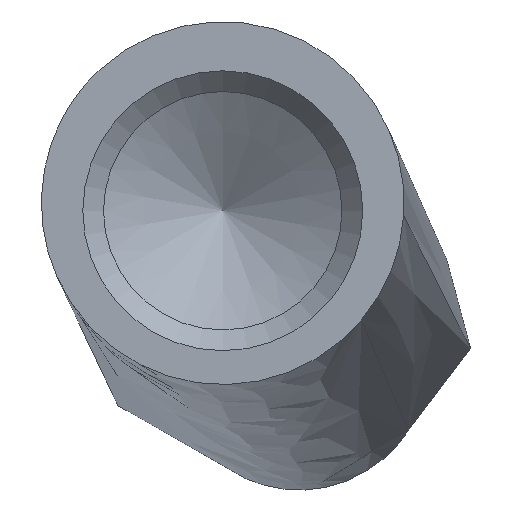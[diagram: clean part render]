
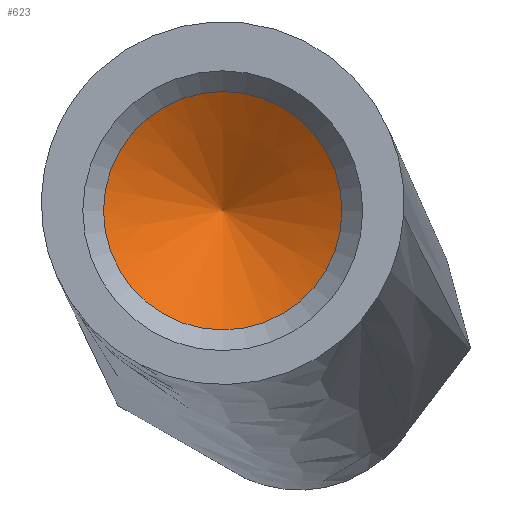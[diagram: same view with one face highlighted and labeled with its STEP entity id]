
A CAD part, front view. The second image highlights one B-rep face of the part: STEP entity #623.
In plain terms, the highlighted conical face has half-angle 59 degrees and reference radius 1.15 mm.
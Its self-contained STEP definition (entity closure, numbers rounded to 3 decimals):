
#32=CONICAL_SURFACE('',#688,1.15,1.03);
#58=FACE_OUTER_BOUND('',#94,.T.);
#94=EDGE_LOOP('',(#532,#533,#534));
#112=CIRCLE('',#672,2.3);
#183=LINE('',#2238,#218);
#218=VECTOR('',#795,1.15);
#277=VERTEX_POINT('',#1372);
#288=VERTEX_POINT('',#2237);
#354=EDGE_CURVE('',#277,#277,#112,.T.);
#374=EDGE_CURVE('',#277,#288,#183,.T.);
#532=ORIENTED_EDGE('',*,*,#354,.F.);
#533=ORIENTED_EDGE('',*,*,#374,.T.);
#534=ORIENTED_EDGE('',*,*,#374,.F.);
#623=ADVANCED_FACE('',(#58),#32,.F.);
#672=AXIS2_PLACEMENT_3D('',#1374,#760,#761);
#688=AXIS2_PLACEMENT_3D('',#2236,#793,#794);
#760=DIRECTION('center_axis',(0.,1.,0.));
#761=DIRECTION('ref_axis',(0.,0.,-1.));
#793=DIRECTION('center_axis',(0.,-1.,0.));
#794=DIRECTION('ref_axis',(0.,0.,-1.));
#795=DIRECTION('',(0.,0.515,-0.857));
#1372=CARTESIAN_POINT('',(298.848,-111.028,179.352));
#1374=CARTESIAN_POINT('Origin',(298.848,-111.028,177.052));
#2236=CARTESIAN_POINT('Origin',(298.848,-110.337,177.052));
#2237=CARTESIAN_POINT('',(298.848,-109.646,177.052));
#2238=CARTESIAN_POINT('',(298.848,-110.337,178.202));
